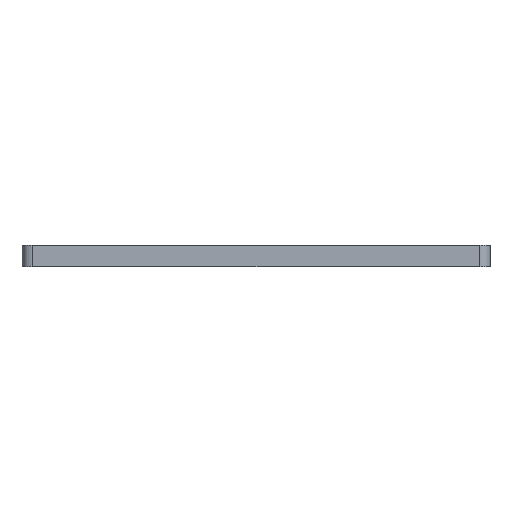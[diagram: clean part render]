
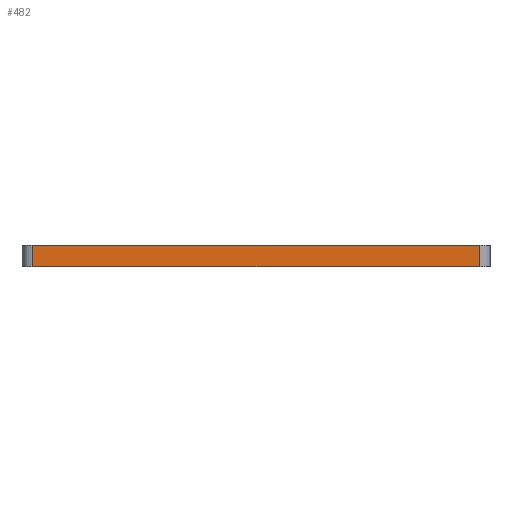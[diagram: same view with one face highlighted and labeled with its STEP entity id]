
A CAD part, front view. The second image highlights one B-rep face of the part: STEP entity #482.
In plain terms, the highlighted planar face has unit normal (0, -1, 0).
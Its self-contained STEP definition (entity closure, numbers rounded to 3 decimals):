
#306=FACE_OUTER_BOUND('',#782,.T.);
#482=ADVANCED_FACE('',(#306),#666,.T.);
#666=PLANE('',#3415);
#782=EDGE_LOOP('',(#1295,#1296,#1297,#1298));
#1295=ORIENTED_EDGE('',*,*,#2507,.F.);
#1296=ORIENTED_EDGE('',*,*,#2508,.F.);
#1297=ORIENTED_EDGE('',*,*,#2509,.T.);
#1298=ORIENTED_EDGE('',*,*,#2437,.T.);
#2147=VERTEX_POINT('',#4845);
#2148=VERTEX_POINT('',#4846);
#2216=VERTEX_POINT('',#4984);
#2217=VERTEX_POINT('',#4988);
#2437=EDGE_CURVE('',#2147,#2148,#2899,.T.);
#2507=EDGE_CURVE('',#2216,#2148,#2916,.T.);
#2508=EDGE_CURVE('',#2217,#2216,#2917,.T.);
#2509=EDGE_CURVE('',#2217,#2147,#2918,.T.);
#2899=LINE('',#4844,#3129);
#2916=LINE('',#4985,#3146);
#2917=LINE('',#4987,#3147);
#2918=LINE('',#4989,#3148);
#3129=VECTOR('',#3779,1.);
#3146=VECTOR('',#3904,1.);
#3147=VECTOR('',#3907,1.);
#3148=VECTOR('',#3908,1.);
#3415=AXIS2_PLACEMENT_3D('',#4990,#3909,#3910);
#3779=DIRECTION('',(-1.,0.,0.));
#3904=DIRECTION('',(0.,0.,1.));
#3907=DIRECTION('',(-1.,0.,0.));
#3908=DIRECTION('',(0.,0.,1.));
#3909=DIRECTION('',(0.,-1.,0.));
#3910=DIRECTION('',(-1.,0.,0.));
#4844=CARTESIAN_POINT('',(82.5,-8.25,-0.08));
#4845=CARTESIAN_POINT('',(82.5,-8.25,-0.08));
#4846=CARTESIAN_POINT('',(-0.5,-8.25,-0.08));
#4984=CARTESIAN_POINT('',(-0.5,-8.25,-4.08));
#4985=CARTESIAN_POINT('',(-0.5,-8.25,-4.08));
#4987=CARTESIAN_POINT('',(82.5,-8.25,-4.08));
#4988=CARTESIAN_POINT('',(82.5,-8.25,-4.08));
#4989=CARTESIAN_POINT('',(82.5,-8.25,-4.08));
#4990=CARTESIAN_POINT('',(-0.5,-8.25,-0.08));
